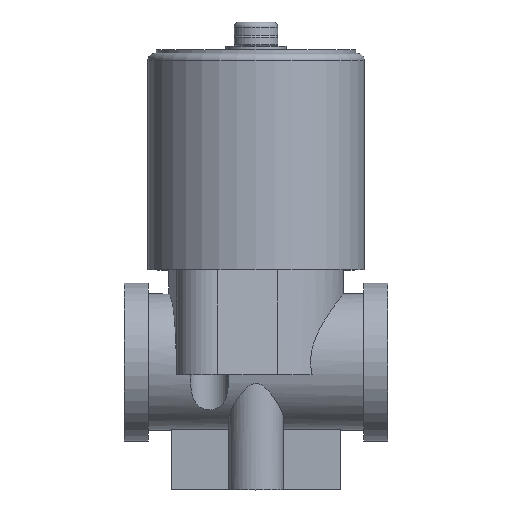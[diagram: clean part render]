
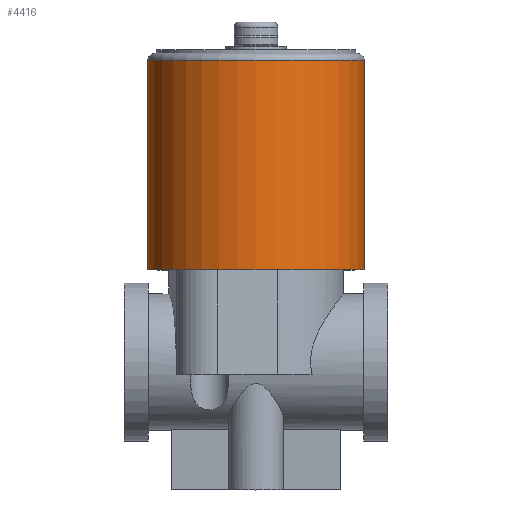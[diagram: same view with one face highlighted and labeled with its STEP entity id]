
A CAD part, top view. The second image highlights one B-rep face of the part: STEP entity #4416.
In plain terms, the highlighted cylindrical face has radius 15.748 mm (diameter 31.496 mm), a full revolution.
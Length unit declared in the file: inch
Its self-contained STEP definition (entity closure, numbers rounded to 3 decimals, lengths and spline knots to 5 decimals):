
#1138=CYLINDRICAL_SURFACE('',#4778,0.62);
#1185=ORIENTED_EDGE('',*,*,#2423,.F.);
#1186=ORIENTED_EDGE('',*,*,#2425,.T.);
#2423=EDGE_CURVE('',#3044,#3044,#3472,.T.);
#2425=EDGE_CURVE('',#3046,#3046,#3474,.T.);
#3044=VERTEX_POINT('',#6349);
#3046=VERTEX_POINT('',#6354);
#3472=CIRCLE('',#4773,0.62);
#3474=CIRCLE('',#4776,0.62);
#3554=EDGE_LOOP('',(#1185));
#3555=EDGE_LOOP('',(#1186));
#3877=FACE_BOUND('',#3554,.T.);
#3878=FACE_BOUND('',#3555,.T.);
#4416=ADVANCED_FACE('',(#3877,#3878),#1138,.T.);
#4773=AXIS2_PLACEMENT_3D('',#6348,#5126,#5127);
#4776=AXIS2_PLACEMENT_3D('',#6353,#5132,#5133);
#4778=AXIS2_PLACEMENT_3D('',#6356,#5136,#5137);
#5126=DIRECTION('',(0.,-1.,0.));
#5127=DIRECTION('',(0.,0.,-1.));
#5132=DIRECTION('',(0.,-1.,0.));
#5133=DIRECTION('',(0.,0.,1.));
#5136=DIRECTION('',(0.,1.,0.));
#5137=DIRECTION('',(0.,0.,-1.));
#6348=CARTESIAN_POINT('',(0.,0.,0.));
#6349=CARTESIAN_POINT('',(0.,0.,-0.62));
#6353=CARTESIAN_POINT('',(0.,1.2,0.));
#6354=CARTESIAN_POINT('',(0.,1.2,0.62));
#6356=CARTESIAN_POINT('',(0.,1.24,0.));
